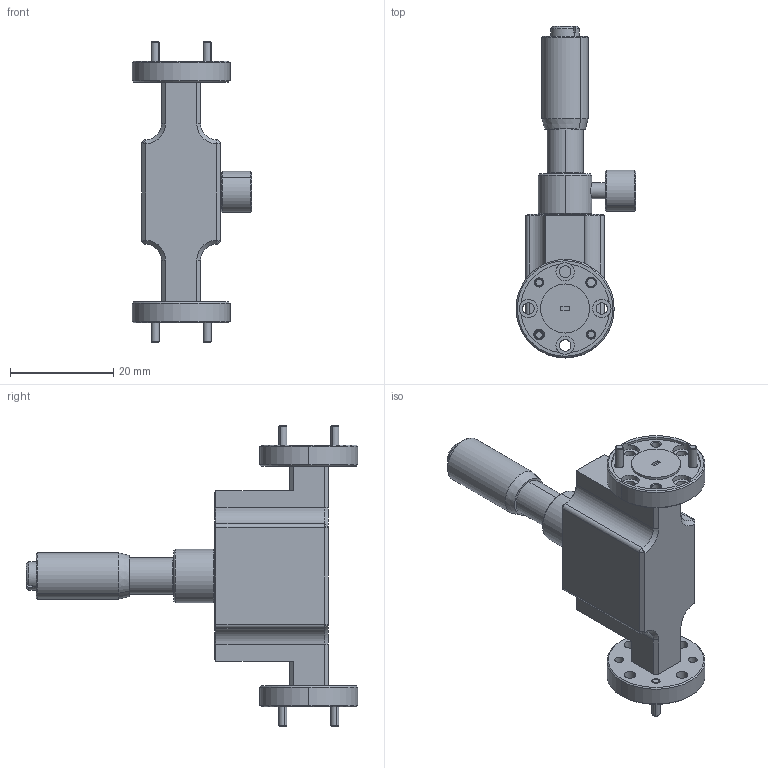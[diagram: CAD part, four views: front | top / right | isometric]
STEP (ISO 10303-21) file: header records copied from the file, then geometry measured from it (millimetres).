
FILE_DESCRIPTION (( 'STEP AP203' ), '1' );
FILE_NAME ('STA-30-06-M1.STEP', '2020-10-23T17:38:11', ( '' ), ( '' ), 'SwSTEP 2.0', 'SolidWorks 2020', '' );
FILE_SCHEMA (( 'CONFIG_CONTROL_DESIGN' ));
Length unit declared in the file: inch
Products named in the file (1): STA-30-06-M1
Bounding box: 23.27 x 64.41 x 58.55 mm (x, y, z)
Volume: 14089.2 mm3; surface area: 6953.4 mm2
Topology: 5 solids, 5 shells, 424 faces, 962 edges, 578 vertices
Faces by surface type: plane 146, cylinder 140, cone 136, torus 2
Entity records: 12117 total; most frequent: CARTESIAN_POINT 2259, DIRECTION 2194, ORIENTED_EDGE 1916, EDGE_CURVE 958, AXIS2_PLACEMENT_3D 859, VERTEX_POINT 578, EDGE_LOOP 490, LINE 476
